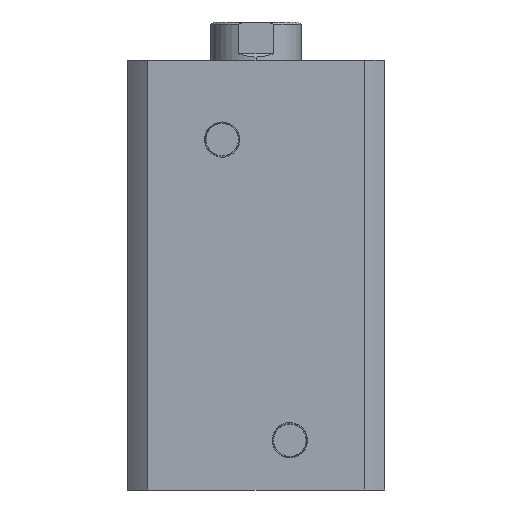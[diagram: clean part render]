
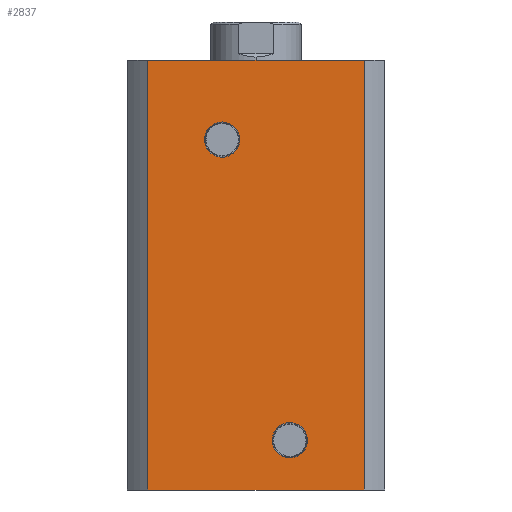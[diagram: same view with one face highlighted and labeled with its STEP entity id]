
A CAD part, left-side view. The second image highlights one B-rep face of the part: STEP entity #2837.
In plain terms, the highlighted planar face has unit normal (-1, 0, 0).
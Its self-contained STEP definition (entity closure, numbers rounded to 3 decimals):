
#226 = VERTEX_POINT ( 'NONE', #1094 ) ;
#228 = VERTEX_POINT ( 'NONE', #1097 ) ;
#244 = VERTEX_POINT ( 'NONE', #1064 ) ;
#248 = VERTEX_POINT ( 'NONE', #1141 ) ;
#435 = LINE ( 'NONE', #3422, #437 ) ;
#436 = CIRCLE ( 'NONE', #2119, 7.797 ) ;
#437 = VECTOR ( 'NONE', #3430, 1000. ) ;
#438 = CIRCLE ( 'NONE', #2120, 7.797 ) ;
#439 = LINE ( 'NONE', #3467, #442 ) ;
#440 = LINE ( 'NONE', #3466, #446 ) ;
#441 = LINE ( 'NONE', #3450, #444 ) ;
#442 = VECTOR ( 'NONE', #3454, 1000. ) ;
#444 = VECTOR ( 'NONE', #3478, 1000. ) ;
#446 = VECTOR ( 'NONE', #3476, 1000. ) ;
#656 = CIRCLE ( 'NONE', #2045, 7.797 ) ;
#666 = CIRCLE ( 'NONE', #2036, 7.797 ) ;
#864 = FACE_OUTER_BOUND ( 'NONE', #3324, .T. ) ;
#883 = FACE_BOUND ( 'NONE', #3256, .T. ) ;
#886 = FACE_BOUND ( 'NONE', #3306, .T. ) ;
#1064 = CARTESIAN_POINT ( 'NONE',  ( -57., 15., 147.203 ) ) ;
#1094 = CARTESIAN_POINT ( 'NONE',  ( -57., 47.971, 0. ) ) ;
#1097 = CARTESIAN_POINT ( 'NONE',  ( -57., -47.971, 0. ) ) ;
#1141 = CARTESIAN_POINT ( 'NONE',  ( -57., 15., 162.797 ) ) ;
#1309 = EDGE_CURVE ( 'NONE', #3635, #226, #435, .T. ) ;
#1311 = EDGE_CURVE ( 'NONE', #3674, #3623, #438, .T. ) ;
#1312 = EDGE_CURVE ( 'NONE', #248, #244, #436, .T. ) ;
#1313 = EDGE_CURVE ( 'NONE', #226, #228, #439, .T. ) ;
#1314 = EDGE_CURVE ( 'NONE', #3663, #228, #441, .T. ) ;
#1315 = EDGE_CURVE ( 'NONE', #3635, #3663, #440, .T. ) ;
#1857 = CARTESIAN_POINT ( 'NONE',  ( -57., 15., 155. ) ) ;
#1858 = DIRECTION ( 'NONE',  ( -1., 0., 0. ) ) ;
#1859 = DIRECTION ( 'NONE',  ( 0., 0., 1. ) ) ;
#1875 = CARTESIAN_POINT ( 'NONE',  ( -57., -15., 22. ) ) ;
#1876 = DIRECTION ( 'NONE',  ( -1., 0., 0. ) ) ;
#1877 = DIRECTION ( 'NONE',  ( 0., 0., 1. ) ) ;
#2036 = AXIS2_PLACEMENT_3D ( 'NONE', #1875, #1876, #1877 ) ;
#2045 = AXIS2_PLACEMENT_3D ( 'NONE', #1857, #1858, #1859 ) ;
#2063 = EDGE_CURVE ( 'NONE', #244, #248, #656, .T. ) ;
#2090 = EDGE_CURVE ( 'NONE', #3623, #3674, #666, .T. ) ;
#2119 = AXIS2_PLACEMENT_3D ( 'NONE', #3464, #3463, #3474 ) ;
#2120 = AXIS2_PLACEMENT_3D ( 'NONE', #3473, #3472, #3470 ) ;
#2517 = DIRECTION ( 'NONE',  ( 1., 0., 0. ) ) ;
#2522 = CARTESIAN_POINT ( 'NONE',  ( -57., 0., 190. ) ) ;
#2524 = PLANE ( 'NONE',  #3018 ) ;
#2526 = DIRECTION ( 'NONE',  ( 0., 1., 0. ) ) ;
#2584 = CARTESIAN_POINT ( 'NONE',  ( -57., -15., 14.203 ) ) ;
#2596 = CARTESIAN_POINT ( 'NONE',  ( -57., 47.971, 190. ) ) ;
#2621 = CARTESIAN_POINT ( 'NONE',  ( -57., -47.971, 190. ) ) ;
#2632 = CARTESIAN_POINT ( 'NONE',  ( -57., -15., 29.797 ) ) ;
#2837 = ADVANCED_FACE ( 'NONE', ( #883, #886, #864 ), #2524, .F. ) ;
#3018 = AXIS2_PLACEMENT_3D ( 'NONE', #2522, #2517, #2526 ) ;
#3256 = EDGE_LOOP ( 'NONE', ( #3326, #3323 ) ) ;
#3306 = EDGE_LOOP ( 'NONE', ( #3314, #3352 ) ) ;
#3314 = ORIENTED_EDGE ( 'NONE', *, *, #1312, .F. ) ;
#3323 = ORIENTED_EDGE ( 'NONE', *, *, #2090, .F. ) ;
#3324 = EDGE_LOOP ( 'NONE', ( #3368, #3354, #3370, #3369 ) ) ;
#3326 = ORIENTED_EDGE ( 'NONE', *, *, #1311, .F. ) ;
#3352 = ORIENTED_EDGE ( 'NONE', *, *, #2063, .F. ) ;
#3354 = ORIENTED_EDGE ( 'NONE', *, *, #1314, .F. ) ;
#3368 = ORIENTED_EDGE ( 'NONE', *, *, #1313, .T. ) ;
#3369 = ORIENTED_EDGE ( 'NONE', *, *, #1309, .T. ) ;
#3370 = ORIENTED_EDGE ( 'NONE', *, *, #1315, .F. ) ;
#3422 = CARTESIAN_POINT ( 'NONE',  ( -57., 47.971, 190. ) ) ;
#3430 = DIRECTION ( 'NONE',  ( 0., 0., -1. ) ) ;
#3450 = CARTESIAN_POINT ( 'NONE',  ( -57., -47.971, 190. ) ) ;
#3454 = DIRECTION ( 'NONE',  ( 0., -1., 0. ) ) ;
#3463 = DIRECTION ( 'NONE',  ( -1., 0., 0. ) ) ;
#3464 = CARTESIAN_POINT ( 'NONE',  ( -57., 15., 155. ) ) ;
#3466 = CARTESIAN_POINT ( 'NONE',  ( -57., 0., 190. ) ) ;
#3467 = CARTESIAN_POINT ( 'NONE',  ( -57., 0., 0. ) ) ;
#3470 = DIRECTION ( 'NONE',  ( 0., 0., 1. ) ) ;
#3472 = DIRECTION ( 'NONE',  ( -1., 0., 0. ) ) ;
#3473 = CARTESIAN_POINT ( 'NONE',  ( -57., -15., 22. ) ) ;
#3474 = DIRECTION ( 'NONE',  ( 0., 0., 1. ) ) ;
#3476 = DIRECTION ( 'NONE',  ( 0., -1., 0. ) ) ;
#3478 = DIRECTION ( 'NONE',  ( 0., 0., -1. ) ) ;
#3623 = VERTEX_POINT ( 'NONE', #2584 ) ;
#3635 = VERTEX_POINT ( 'NONE', #2596 ) ;
#3663 = VERTEX_POINT ( 'NONE', #2621 ) ;
#3674 = VERTEX_POINT ( 'NONE', #2632 ) ;
